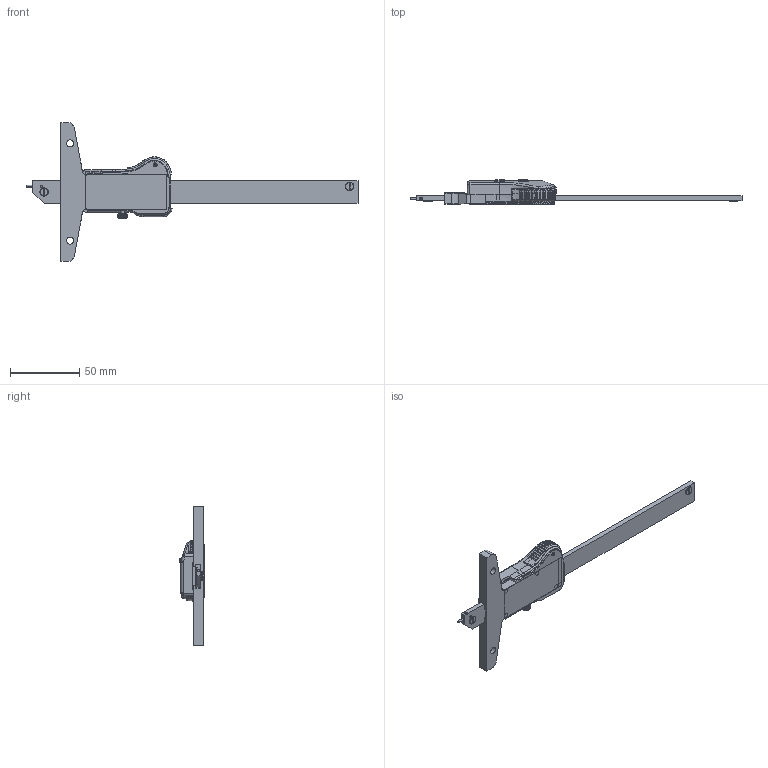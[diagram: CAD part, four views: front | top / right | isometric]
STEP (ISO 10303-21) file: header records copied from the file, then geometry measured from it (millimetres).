
FILE_DESCRIPTION((''),'2;1');
FILE_NAME('PM305_000_001_SW0002','2018-12-13T06:16:22',('mtr'),('Sylvac SA'),'CREO PARAMETRIC BY PTC INC, 2017380','CREO PARAMETRIC BY PTC INC, 2017380','');
FILE_SCHEMA(('CONFIG_CONTROL_DESIGN'));
Length unit declared in the file: millimetre
Products named in the file (1): PM305_000_001_SW0002
Bounding box: 239 x 17.4 x 100 mm (x, y, z)
Surface area: 31268.3 mm2 (no closed solid volume)
Topology: 0 solids, 38 shells, 658 faces, 2401 edges, 1683 vertices
Faces by surface type: plane 259, cylinder 175, bspline 96, cone 71, torus 50, sphere 6, extrusion 1
Entity records: 35771 total; most frequent: CARTESIAN_POINT 16693, ORIENTED_EDGE 3862, DIRECTION 3635, EDGE_CURVE 2399, VERTEX_POINT 1685, AXIS2_PLACEMENT_3D 1259, VECTOR 1117, LINE 1116
